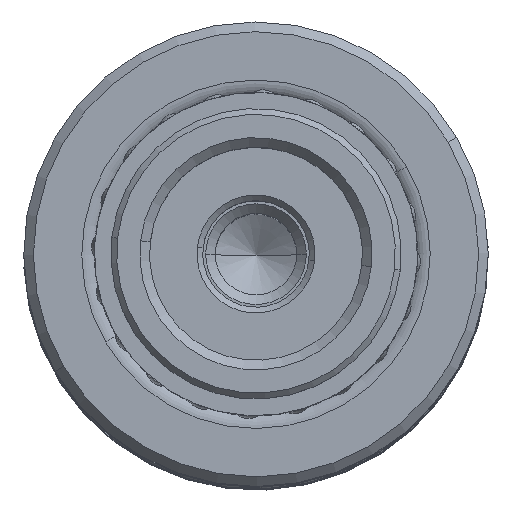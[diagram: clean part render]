
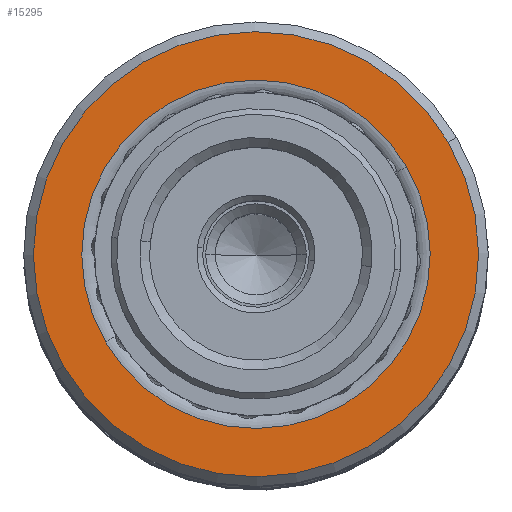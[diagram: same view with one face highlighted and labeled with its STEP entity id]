
A CAD part, top view. The second image highlights one B-rep face of the part: STEP entity #15295.
In plain terms, the highlighted face is planar.
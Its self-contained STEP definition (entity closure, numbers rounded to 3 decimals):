
#782 = CARTESIAN_POINT ( 'NONE',  ( -11.5, 0., 0. ) ) ;
#1608 = EDGE_CURVE ( 'NONE', #3202, #6410, #22358, .T. ) ;
#2388 = DIRECTION ( 'NONE',  ( 1., 0., 0. ) ) ;
#2993 = ORIENTED_EDGE ( 'NONE', *, *, #1608, .T. ) ;
#3202 = VERTEX_POINT ( 'NONE', #26790 ) ;
#3894 = DIRECTION ( 'NONE',  ( 0., 0., -1. ) ) ;
#6056 = CARTESIAN_POINT ( 'NONE',  ( 0., 0., 0. ) ) ;
#6410 = VERTEX_POINT ( 'NONE', #26221 ) ;
#6709 = CARTESIAN_POINT ( 'NONE',  ( 0., 0., 0. ) ) ;
#8703 = DIRECTION ( 'NONE',  ( 1., 0., 0. ) ) ;
#9372 = DIRECTION ( 'NONE',  ( 1., 0., 0. ) ) ;
#9492 = EDGE_LOOP ( 'NONE', ( #2993, #20527 ) ) ;
#10232 = VERTEX_POINT ( 'NONE', #18362 ) ;
#10252 = PLANE ( 'NONE',  #16884 ) ;
#10366 = FACE_OUTER_BOUND ( 'NONE', #19248, .T. ) ;
#11424 = AXIS2_PLACEMENT_3D ( 'NONE', #19724, #3894, #22381 ) ;
#11447 = VERTEX_POINT ( 'NONE', #782 ) ;
#11565 = ORIENTED_EDGE ( 'NONE', *, *, #32142, .T. ) ;
#12545 = CIRCLE ( 'NONE', #27977, 11.5 ) ;
#15269 = CARTESIAN_POINT ( 'NONE',  ( 0., 0., 0. ) ) ;
#15295 = ADVANCED_FACE ( 'NONE', ( #30633, #10366 ), #10252, .F. ) ;
#16721 = AXIS2_PLACEMENT_3D ( 'NONE', #15269, #33797, #17945 ) ;
#16884 = AXIS2_PLACEMENT_3D ( 'NONE', #34057, #18208, #2388 ) ;
#17945 = DIRECTION ( 'NONE',  ( 1., 0., 0. ) ) ;
#18208 = DIRECTION ( 'NONE',  ( 0., 0., 1. ) ) ;
#18362 = CARTESIAN_POINT ( 'NONE',  ( 11.5, 0., 0. ) ) ;
#19248 = EDGE_LOOP ( 'NONE', ( #26605, #11565 ) ) ;
#19724 = CARTESIAN_POINT ( 'NONE',  ( 0., 0., 0. ) ) ;
#20527 = ORIENTED_EDGE ( 'NONE', *, *, #23038, .T. ) ;
#20602 = CIRCLE ( 'NONE', #11424, 11.5 ) ;
#22358 = CIRCLE ( 'NONE', #31178, 9. ) ;
#22381 = DIRECTION ( 'NONE',  ( 1., 0., 0. ) ) ;
#22833 = EDGE_CURVE ( 'NONE', #10232, #11447, #20602, .T. ) ;
#23038 = EDGE_CURVE ( 'NONE', #6410, #3202, #25975, .T. ) ;
#24553 = DIRECTION ( 'NONE',  ( 0., 0., 1. ) ) ;
#25215 = DIRECTION ( 'NONE',  ( 0., 0., -1. ) ) ;
#25975 = CIRCLE ( 'NONE', #16721, 9. ) ;
#26221 = CARTESIAN_POINT ( 'NONE',  ( -9., 0., 0. ) ) ;
#26605 = ORIENTED_EDGE ( 'NONE', *, *, #22833, .T. ) ;
#26790 = CARTESIAN_POINT ( 'NONE',  ( 9., 0., 0. ) ) ;
#27977 = AXIS2_PLACEMENT_3D ( 'NONE', #6709, #25215, #9372 ) ;
#30633 = FACE_BOUND ( 'NONE', #9492, .T. ) ;
#31178 = AXIS2_PLACEMENT_3D ( 'NONE', #6056, #24553, #8703 ) ;
#32142 = EDGE_CURVE ( 'NONE', #11447, #10232, #12545, .T. ) ;
#33797 = DIRECTION ( 'NONE',  ( 0., 0., 1. ) ) ;
#34057 = CARTESIAN_POINT ( 'NONE',  ( 0., 0., 0. ) ) ;
